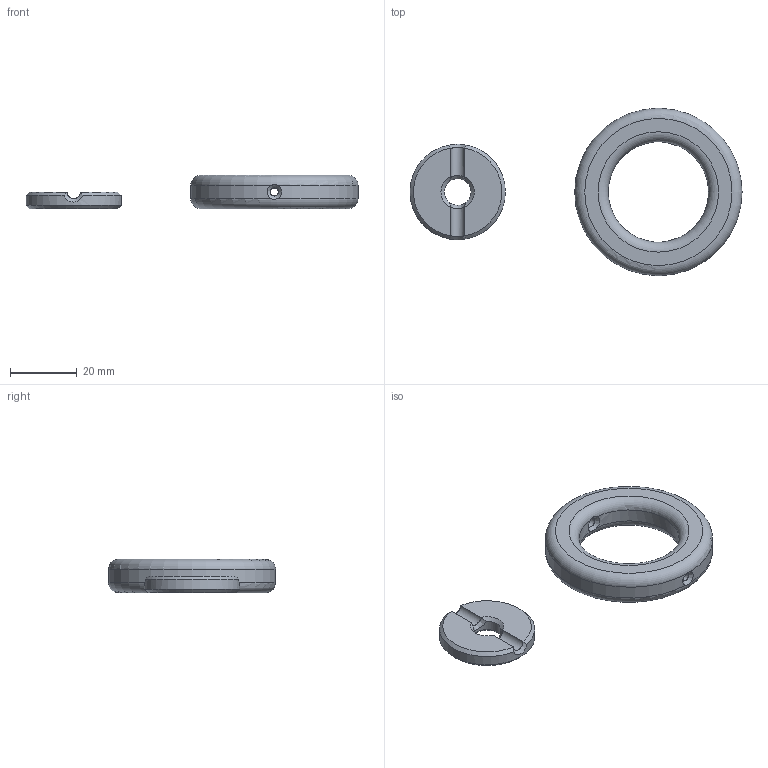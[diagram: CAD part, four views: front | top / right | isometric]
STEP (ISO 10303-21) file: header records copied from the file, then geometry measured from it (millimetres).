
FILE_DESCRIPTION(/* description */ (''),/* implementation_level */ '2;1');
FILE_NAME(/* name */ '',/* time_stamp */ '2023-03-20T19:35:08+09:00',/* author */ (''),/* organization */ (''),/* preprocessor_version */ 'ST-DEVELOPER v19.2',/* originating_system */ 'Autodesk Translation Framework v11.17.0.187',/* authorisation */ '');
FILE_SCHEMA (('AUTOMOTIVE_DESIGN { 1 0 10303 214 3 1 1 }'));
Length unit declared in the file: millimetre
Products named in the file (1): (未保存)
Bounding box: 99.25 x 49.99 x 10 mm (x, y, z)
Volume: 14141.6 mm3; surface area: 6151 mm2
Topology: 2 solids, 2 shells, 37 faces, 103 edges, 67 vertices
Faces by surface type: cylinder 12, bspline 8, plane 7, cone 6, torus 4
Full cylindrical faces by diameter (mm): 2.4 x1, 3 x2, 8 x1, 28.5 x1
Entity records: 2508 total; most frequent: CARTESIAN_POINT 1595, ORIENTED_EDGE 206, DIRECTION 152, EDGE_CURVE 103, AXIS2_PLACEMENT_3D 68, VERTEX_POINT 67, B_SPLINE_CURVE_WITH_KNOTS 49, EDGE_LOOP 42
